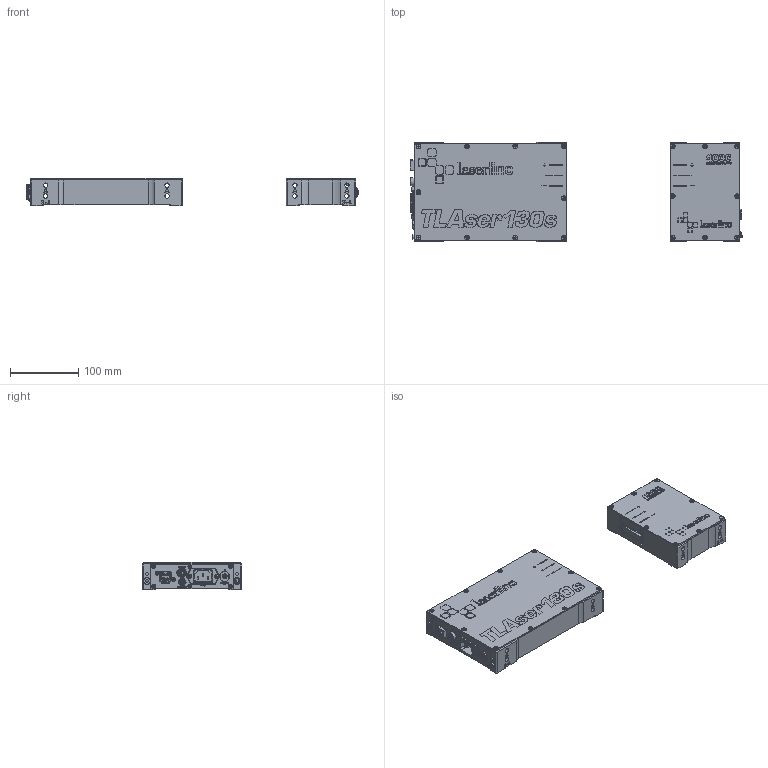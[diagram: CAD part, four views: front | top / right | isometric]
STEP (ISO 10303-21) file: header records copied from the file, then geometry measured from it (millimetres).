
FILE_DESCRIPTION (( 'STEP AP203' ), '1' );
FILE_NAME ('00130-01 TLAser130s Micrometer.STEP', '2013-11-08T16:22:32', ( 'Mark' ), ( '' ), 'SwSTEP 2.0', 'SolidWorks 2013', '' );
FILE_SCHEMA (( 'CONFIG_CONTROL_DESIGN' ));
Products named in the file (1): 00130-01 TLAser130s Micrometer
Bounding box: 486.42 x 146.05 x 39.9 mm (x, y, z)
Surface area: 211059.7 mm2 (no closed solid volume)
Topology: 0 solids, 219 shells, 1776 faces, 8836 edges, 7044 vertices
Faces by surface type: plane 1118, cylinder 286, cone 259, bspline 74, torus 23, sphere 16
Entity records: 99303 total; most frequent: CARTESIAN_POINT 33472, DIRECTION 12162, ORIENTED_EDGE 11978, EDGE_CURVE 8776, VERTEX_POINT 7044, LINE 5340, VECTOR 5340, AXIS2_PLACEMENT_3D 3411
